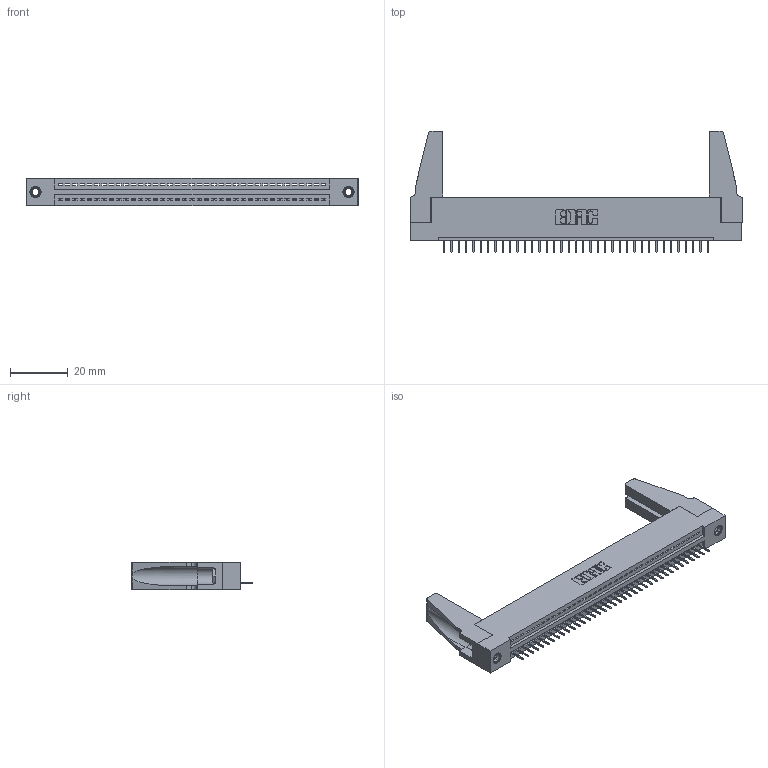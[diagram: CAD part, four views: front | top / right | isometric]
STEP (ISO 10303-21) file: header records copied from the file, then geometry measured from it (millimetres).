
FILE_DESCRIPTION (( 'STEP AP203' ), '1' );
FILE_NAME ('395-037-524-188.STEP', '2019-10-21T23:19:49', ( '' ), ( '' ), 'SwSTEP 2.0', 'SolidWorks 2016', '' );
FILE_SCHEMA (( 'CONFIG_CONTROL_DESIGN' ));
Length unit declared in the file: inch
Products named in the file (5): 345-220-078_345-220-088; 345 Part_Flush Mounting Lugs - 0.156 Dia-TH; 395-037-524-188; 345-292-001_345-293-124; 345-250-001_345-250-001-102
Assembly tree (42 placements, depth 2):
  395-037-524-188
    345 Part_Flush Mounting Lugs - 0.156 Dia-TH
    345-292-001_345-293-124  x37
    345-250-001_345-250-001-102  x2
    345-220-078_345-220-088  x2
Bounding box: 115.21 x 42.21 x 9.4 mm (x, y, z)
Volume: 14008.6 mm3; surface area: 16887.8 mm2
Topology: 42 solids, 42 shells, 2544 faces, 7315 edges, 4718 vertices
Faces by surface type: plane 1854, cylinder 674, cone 12, torus 4
Entity records: 30742 total; most frequent: CARTESIAN_POINT 5313, ORIENTED_EDGE 5244, DIRECTION 4656, EDGE_CURVE 2622, LINE 2304, VECTOR 2304, VERTEX_POINT 1738, AXIS2_PLACEMENT_3D 1176
